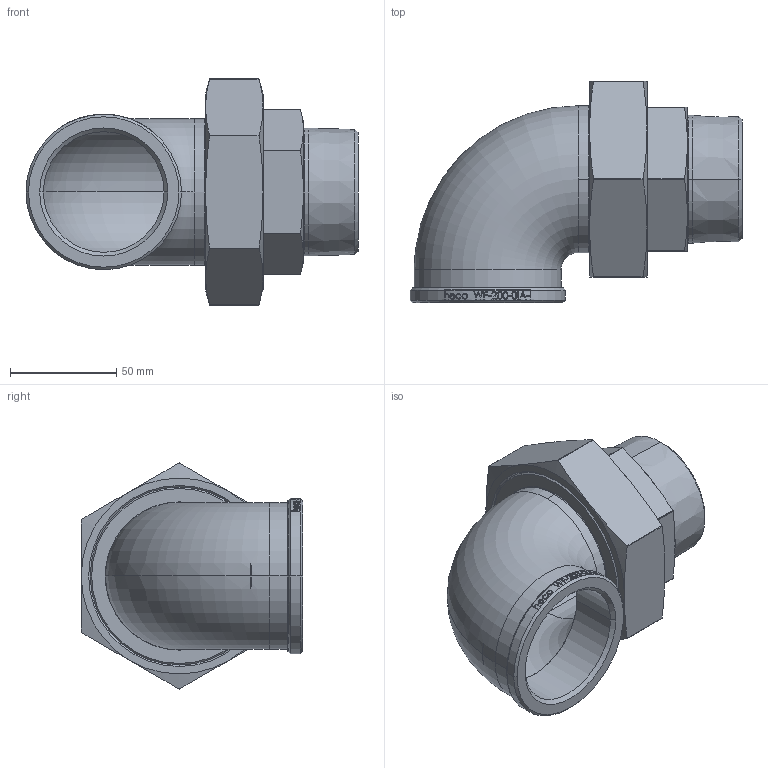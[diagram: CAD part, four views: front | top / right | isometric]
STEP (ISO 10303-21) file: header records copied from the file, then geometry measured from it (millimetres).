
FILE_DESCRIPTION (( 'STEP AP214' ), '1' );
FILE_NAME ('WF-200-0IA-I 1709.STEP', '2017-09-28T14:07:01', ( '' ), ( '' ), 'SwSTEP 2.0', 'SolidWorks 2016', '' );
FILE_SCHEMA (( 'AUTOMOTIVE_DESIGN' ));
Length unit declared in the file: millimetre
Products named in the file (1): WF-200-0IA-I 1709
Bounding box: 155.9 x 104 x 106.14 mm (x, y, z)
Volume: 252873.3 mm3; surface area: 77705.6 mm2
Topology: 1 solids, 1 shells, 306 faces, 754 edges, 482 vertices
Faces by surface type: bspline 87, plane 80, cylinder 79, cone 34, torus 26
Entity records: 22921 total; most frequent: CARTESIAN_POINT 14694, ORIENTED_EDGE 1508, DIRECTION 1067, EDGE_CURVE 754, VERTEX_POINT 482, AXIS2_PLACEMENT_3D 448, EDGE_LOOP 340, B_SPLINE_CURVE_WITH_KNOTS 319
